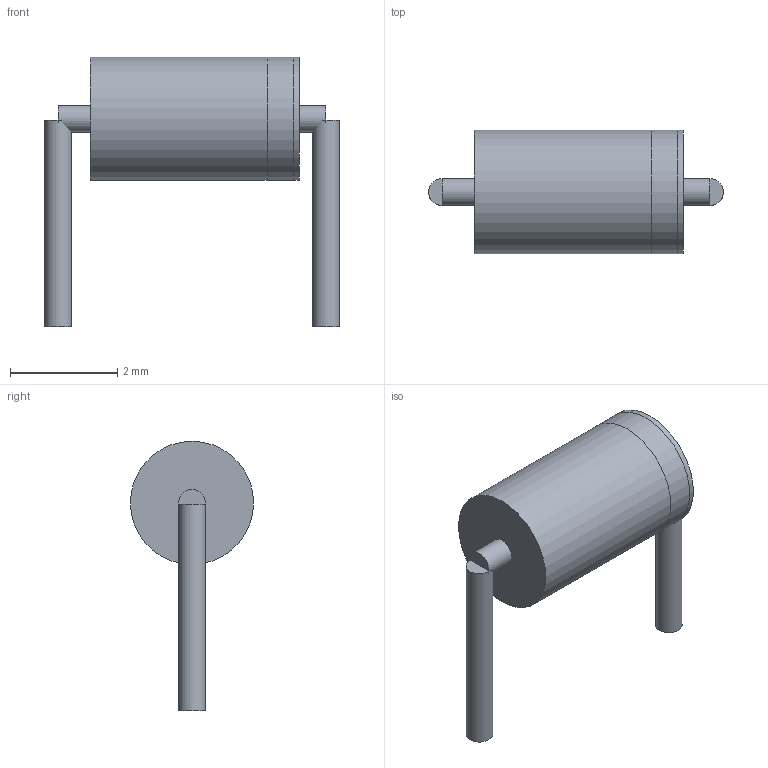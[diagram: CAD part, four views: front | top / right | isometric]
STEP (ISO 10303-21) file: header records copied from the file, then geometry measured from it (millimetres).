
FILE_DESCRIPTION(('FreeCAD Model'),'2;1');
FILE_NAME('Open CASCADE Shape Model','2024-05-11T01:17:18',('Author'),( ''),'Open CASCADE STEP processor 7.6','FreeCAD','Unknown');
FILE_SCHEMA(('AUTOMOTIVE_DESIGN { 1 0 10303 214 1 1 1 1 }'));
Length unit declared in the file: millimetre
Products named in the file (8): diode3_9x1_7_horizontal; Body; Body001; Body002; Body006; Body007; Body008; Body009
Assembly tree (7 placements, depth 2):
  diode3_9x1_7_horizontal
    Body
    Body001
    Body002
    Body006
    Body007
    Body008
    Body009
Bounding box: 5.5 x 2.3 x 5.03 mm (x, y, z)
Volume: 18 mm3; surface area: 68.7 mm2
Topology: 7 solids, 7 shells, 21 faces, 21 edges, 14 vertices
Faces by surface type: plane 14, cylinder 7
Full cylindrical faces by diameter (mm): 0.5 x4, 2.3 x3
Entity records: 860 total; most frequent: DIRECTION 135, CARTESIAN_POINT 106, AXIS2_PLACEMENT_3D 43, ORIENTED_EDGE 42, PCURVE 42, DEFINITIONAL_REPRESENTATION 42, LINE 35, VECTOR 35
